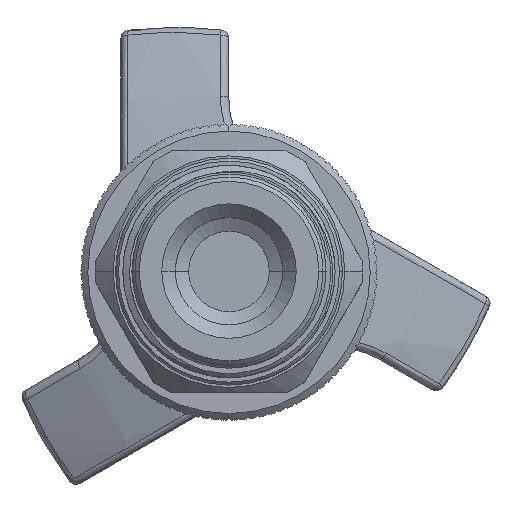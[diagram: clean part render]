
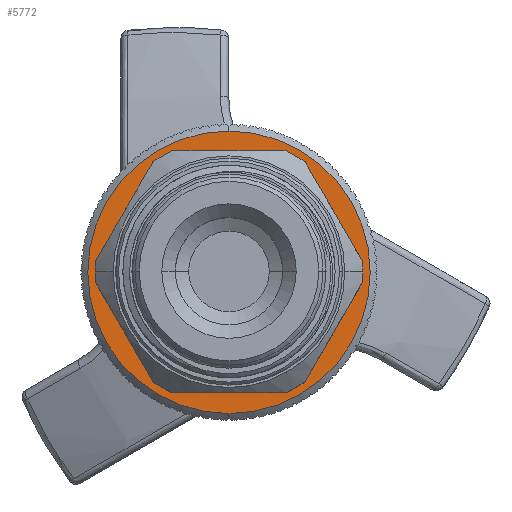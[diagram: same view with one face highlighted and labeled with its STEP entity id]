
A CAD part, top view. The second image highlights one B-rep face of the part: STEP entity #5772.
In plain terms, the highlighted planar face has unit normal (0, 0, 1).
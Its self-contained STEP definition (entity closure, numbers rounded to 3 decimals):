
#42 = CARTESIAN_POINT ( 'NONE',  ( 0., 0., -85.655 ) ) ;
#1651 = AXIS2_PLACEMENT_3D ( 'NONE', #14783, #9684, #31841 ) ;
#2179 = CIRCLE ( 'NONE', #27079, 16.7 ) ;
#2464 = ORIENTED_EDGE ( 'NONE', *, *, #24805, .F. ) ;
#3629 = CARTESIAN_POINT ( 'NONE',  ( 10.9, 0., -85.655 ) ) ;
#3977 = AXIS2_PLACEMENT_3D ( 'NONE', #42, #19700, #17090 ) ;
#4128 = FACE_OUTER_BOUND ( 'NONE', #7618, .T. ) ;
#5772 = ADVANCED_FACE ( 'NONE', ( #4128, #25045 ), #6798, .T. ) ;
#5842 = DIRECTION ( 'NONE',  ( 0., 1., 0. ) ) ;
#5994 = ORIENTED_EDGE ( 'NONE', *, *, #19343, .T. ) ;
#6216 = VERTEX_POINT ( 'NONE', #15649 ) ;
#6798 = PLANE ( 'NONE',  #19554 ) ;
#7618 = EDGE_LOOP ( 'NONE', ( #5994, #18119 ) ) ;
#7844 = CIRCLE ( 'NONE', #10893, 16.7 ) ;
#9363 = EDGE_CURVE ( 'NONE', #6216, #24138, #2179, .T. ) ;
#9684 = DIRECTION ( 'NONE',  ( 0., 0., 1. ) ) ;
#10893 = AXIS2_PLACEMENT_3D ( 'NONE', #28290, #20702, #5842 ) ;
#13804 = VERTEX_POINT ( 'NONE', #3629 ) ;
#14043 = CARTESIAN_POINT ( 'NONE',  ( 0., 0., -85.655 ) ) ;
#14783 = CARTESIAN_POINT ( 'NONE',  ( 0., 0., -85.655 ) ) ;
#15649 = CARTESIAN_POINT ( 'NONE',  ( 0., 16.7, -85.655 ) ) ;
#17090 = DIRECTION ( 'NONE',  ( 0., 1., 0. ) ) ;
#18119 = ORIENTED_EDGE ( 'NONE', *, *, #9363, .T. ) ;
#18693 = DIRECTION ( 'NONE',  ( 0., 0., 1. ) ) ;
#19258 = DIRECTION ( 'NONE',  ( 0., 1., 0. ) ) ;
#19343 = EDGE_CURVE ( 'NONE', #24138, #6216, #7844, .T. ) ;
#19554 = AXIS2_PLACEMENT_3D ( 'NONE', #14043, #23919, #19258 ) ;
#19700 = DIRECTION ( 'NONE',  ( 0., 0., 1. ) ) ;
#20702 = DIRECTION ( 'NONE',  ( 0., 0., 1. ) ) ;
#21044 = CARTESIAN_POINT ( 'NONE',  ( -10.9, 0., -85.655 ) ) ;
#21050 = EDGE_CURVE ( 'NONE', #24299, #13804, #27165, .T. ) ;
#22100 = ORIENTED_EDGE ( 'NONE', *, *, #21050, .F. ) ;
#23363 = DIRECTION ( 'NONE',  ( 0., 1., 0. ) ) ;
#23581 = CIRCLE ( 'NONE', #3977, 10.9 ) ;
#23919 = DIRECTION ( 'NONE',  ( 0., 0., 1. ) ) ;
#24138 = VERTEX_POINT ( 'NONE', #32014 ) ;
#24299 = VERTEX_POINT ( 'NONE', #21044 ) ;
#24805 = EDGE_CURVE ( 'NONE', #13804, #24299, #23581, .T. ) ;
#25045 = FACE_BOUND ( 'NONE', #27522, .T. ) ;
#27079 = AXIS2_PLACEMENT_3D ( 'NONE', #30925, #18693, #23363 ) ;
#27165 = CIRCLE ( 'NONE', #1651, 10.9 ) ;
#27522 = EDGE_LOOP ( 'NONE', ( #22100, #2464 ) ) ;
#28290 = CARTESIAN_POINT ( 'NONE',  ( 0., 0., -85.655 ) ) ;
#30925 = CARTESIAN_POINT ( 'NONE',  ( 0., 0., -85.655 ) ) ;
#31841 = DIRECTION ( 'NONE',  ( 0., 1., 0. ) ) ;
#32014 = CARTESIAN_POINT ( 'NONE',  ( 0., -16.7, -85.655 ) ) ;
